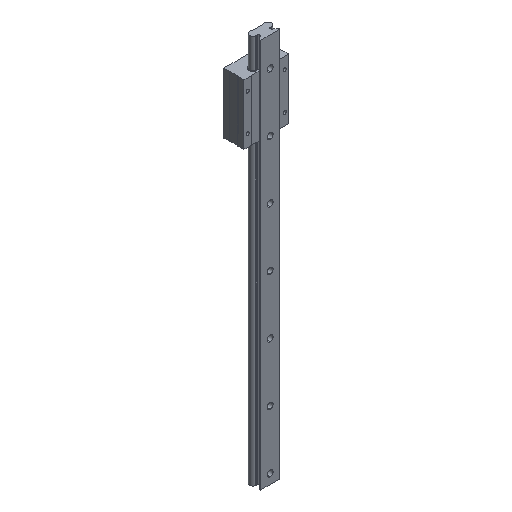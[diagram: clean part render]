
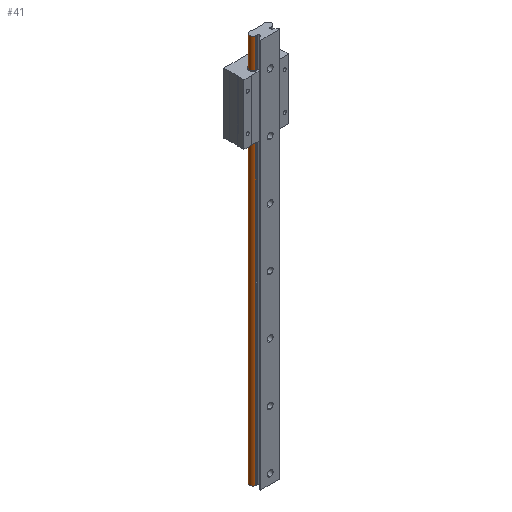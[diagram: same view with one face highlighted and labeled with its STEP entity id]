
A CAD part, isometric view. The second image highlights one B-rep face of the part: STEP entity #41.
In plain terms, the highlighted cylindrical face has radius 3.499 mm (diameter 6.998 mm), a partial arc.
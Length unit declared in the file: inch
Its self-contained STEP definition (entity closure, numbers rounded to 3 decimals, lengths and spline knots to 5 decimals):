
#41 = ADVANCED_FACE ( 'NONE', ( #2006 ), #5250, .T. ) ;
#199 = VERTEX_POINT ( 'NONE', #2956 ) ;
#659 = AXIS2_PLACEMENT_3D ( 'NONE', #3710, #4932, #3794 ) ;
#661 = CARTESIAN_POINT ( 'NONE',  ( -0.32397, 0.52669, 0. ) ) ;
#787 = DIRECTION ( 'NONE',  ( 0., 0., 1. ) ) ;
#837 = VECTOR ( 'NONE', #1377, 39.37008 ) ;
#1167 = VERTEX_POINT ( 'NONE', #1779 ) ;
#1184 = DIRECTION ( 'NONE',  ( 1., 0., 0. ) ) ;
#1346 = EDGE_CURVE ( 'NONE', #1167, #199, #4695, .T. ) ;
#1377 = DIRECTION ( 'NONE',  ( 0., 0., 1. ) ) ;
#1476 = LINE ( 'NONE', #2911, #837 ) ;
#1486 = CARTESIAN_POINT ( 'NONE',  ( -0.32397, 0.25311, -15.748 ) ) ;
#1594 = EDGE_CURVE ( 'NONE', #3413, #199, #3120, .T. ) ;
#1659 = EDGE_CURVE ( 'NONE', #1699, #3413, #1476, .T. ) ;
#1699 = VERTEX_POINT ( 'NONE', #3198 ) ;
#1779 = CARTESIAN_POINT ( 'NONE',  ( -0.32397, 0.25311, -15.748 ) ) ;
#2006 = FACE_OUTER_BOUND ( 'NONE', #3039, .T. ) ;
#2373 = CARTESIAN_POINT ( 'NONE',  ( -0.30775, 0.3899, -15.748 ) ) ;
#2385 = ORIENTED_EDGE ( 'NONE', *, *, #1659, .F. ) ;
#2748 = ORIENTED_EDGE ( 'NONE', *, *, #1594, .F. ) ;
#2911 = CARTESIAN_POINT ( 'NONE',  ( -0.32397, 0.52669, -15.748 ) ) ;
#2956 = CARTESIAN_POINT ( 'NONE',  ( -0.32397, 0.25311, 0. ) ) ;
#3039 = EDGE_LOOP ( 'NONE', ( #2748, #2385, #3277, #4474 ) ) ;
#3101 = DIRECTION ( 'NONE',  ( 0., 0., 1. ) ) ;
#3120 = CIRCLE ( 'NONE', #659, 0.13775 ) ;
#3198 = CARTESIAN_POINT ( 'NONE',  ( -0.32397, 0.52669, -15.748 ) ) ;
#3210 = DIRECTION ( 'NONE',  ( 0., 0., 1. ) ) ;
#3277 = ORIENTED_EDGE ( 'NONE', *, *, #4779, .T. ) ;
#3413 = VERTEX_POINT ( 'NONE', #661 ) ;
#3546 = VECTOR ( 'NONE', #3101, 39.37008 ) ;
#3710 = CARTESIAN_POINT ( 'NONE',  ( -0.30775, 0.3899, 0. ) ) ;
#3794 = DIRECTION ( 'NONE',  ( 1., 0., 0. ) ) ;
#4030 = DIRECTION ( 'NONE',  ( 1., 0., 0. ) ) ;
#4434 = CARTESIAN_POINT ( 'NONE',  ( -0.30775, 0.3899, -15.748 ) ) ;
#4474 = ORIENTED_EDGE ( 'NONE', *, *, #1346, .T. ) ;
#4616 = CIRCLE ( 'NONE', #5210, 0.13775 ) ;
#4695 = LINE ( 'NONE', #1486, #3546 ) ;
#4779 = EDGE_CURVE ( 'NONE', #1699, #1167, #4616, .T. ) ;
#4932 = DIRECTION ( 'NONE',  ( 0., 0., 1. ) ) ;
#5089 = AXIS2_PLACEMENT_3D ( 'NONE', #2373, #787, #1184 ) ;
#5210 = AXIS2_PLACEMENT_3D ( 'NONE', #4434, #3210, #4030 ) ;
#5250 = CYLINDRICAL_SURFACE ( 'NONE', #5089, 0.13775 ) ;
